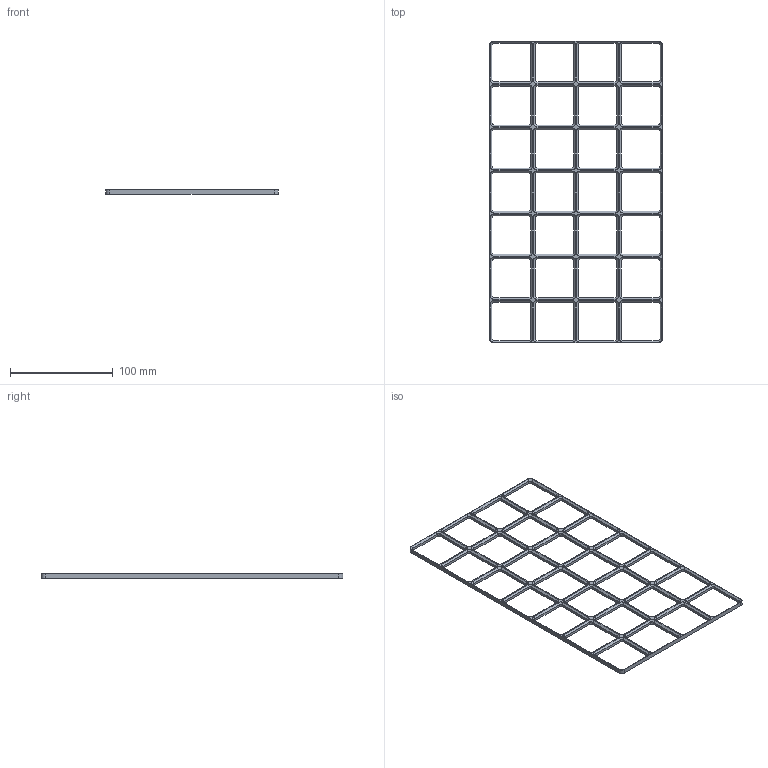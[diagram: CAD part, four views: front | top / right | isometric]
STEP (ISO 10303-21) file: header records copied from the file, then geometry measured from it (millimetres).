
FILE_DESCRIPTION(/* description */ (''),/* implementation_level */ '2;1');
FILE_NAME(/* name */ 'Lt Frame 4x7',/* time_stamp */ '2024-06-14T16:48:10+03:00',/* author */ (''),/* organization */ (''),/* preprocessor_version */ 'ST-DEVELOPER v19.2',/* originating_system */ 'Rhino 8.2',/* authorisation */ '');
FILE_SCHEMA (('CONFIG_CONTROL_DESIGN'));
Length unit declared in the file: millimetre
Products named in the file (1): Document
Bounding box: 168 x 294 x 4.15 mm (x, y, z)
Volume: 34348.9 mm3; surface area: 36392.8 mm2
Topology: 1 solids, 1 shells, 458 faces, 1144 edges, 688 vertices
Faces by surface type: plane 230, cylinder 116, bspline 112
Entity records: 14940 total; most frequent: CARTESIAN_POINT 5684, ORIENTED_EDGE 2288, EDGE_CURVE 1144, DIRECTION 1038, B_SPLINE_CURVE_WITH_KNOTS 800, AXIS2_PLACEMENT_3D 692, VERTEX_POINT 688, EDGE_LOOP 514
